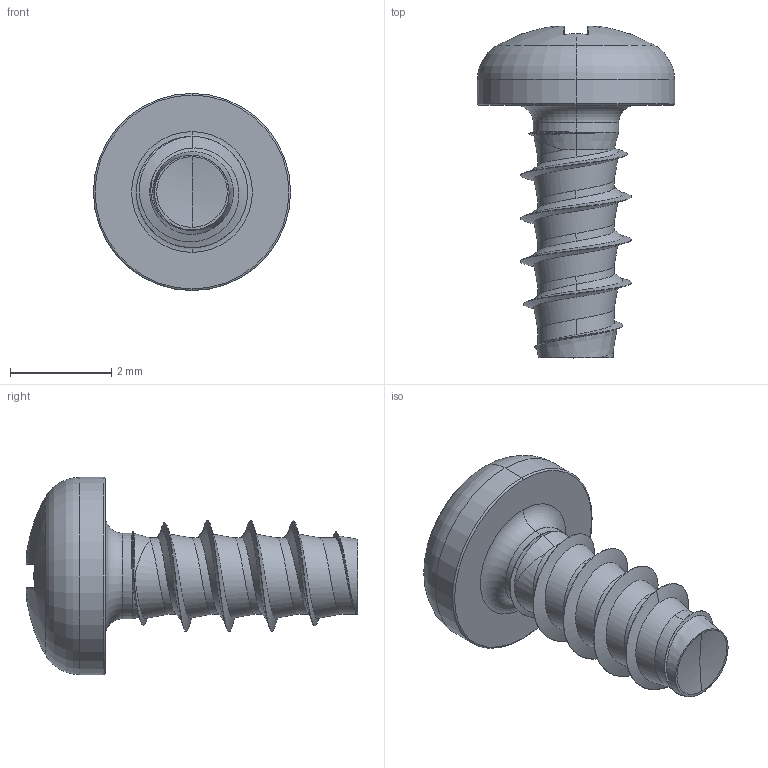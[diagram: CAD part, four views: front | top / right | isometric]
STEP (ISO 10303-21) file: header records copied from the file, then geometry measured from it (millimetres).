
FILE_DESCRIPTION (( 'STEP AP203' ), '1' );
FILE_NAME ('STP220220050.STEP', '2017-08-15T02:26:22', ( '' ), ( '' ), 'SwSTEP 2.0', 'SolidWorks 2015', '' );
FILE_SCHEMA (( 'CONFIG_CONTROL_DESIGN' ));
Length unit declared in the file: millimetre
Products named in the file (1): STP220220050
Bounding box: 3.9 x 6.56 x 3.9 mm (x, y, z)
Volume: 23.8 mm3; surface area: 77.4 mm2
Topology: 1 solids, 1 shells, 178 faces, 420 edges, 244 vertices
Faces by surface type: bspline 55, cylinder 36, plane 30, torus 28, sphere 20, cone 9
Entity records: 12847 total; most frequent: CARTESIAN_POINT 9136, ORIENTED_EDGE 836, DIRECTION 691, EDGE_CURVE 418, AXIS2_PLACEMENT_3D 305, VERTEX_POINT 244, CIRCLE 181, EDGE_LOOP 180
